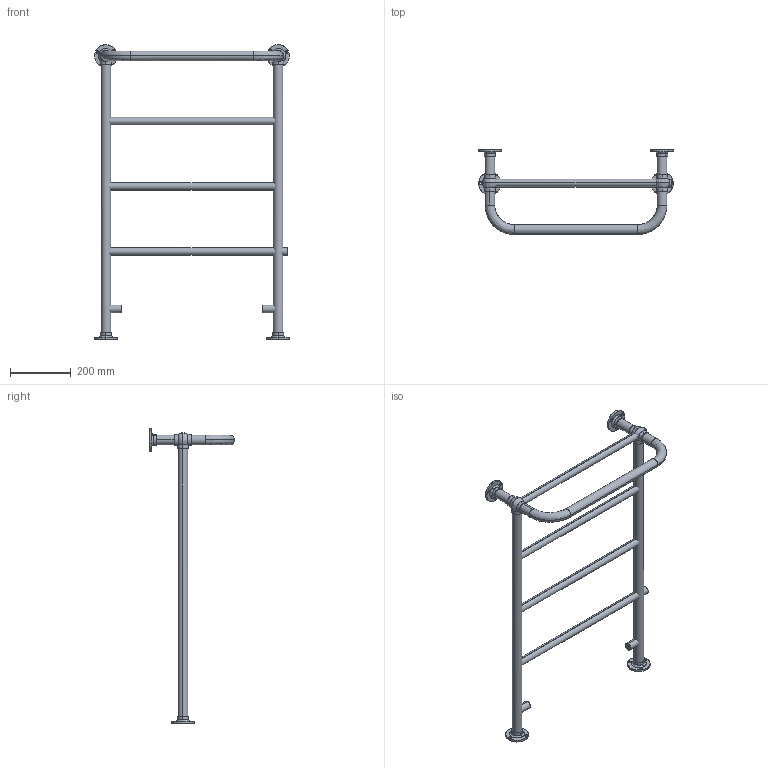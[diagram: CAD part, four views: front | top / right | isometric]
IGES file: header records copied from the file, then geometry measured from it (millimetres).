
Global section: file name: R4 CHR _igs.igs,8HNX; native system: V12.0; preprocessor: SIEMENS PLM Software NX 12.0; date: 20230206.150910; units: millimetre
Bounding box: 642 x 280 x 970.95 mm (x, y, z)
Surface area: 723427.8 mm2 (no closed solid volume)
Topology: 0 solids, 0 shells, 175 faces, 1520 edges, 1510 vertices
Faces by surface type: bspline 175
